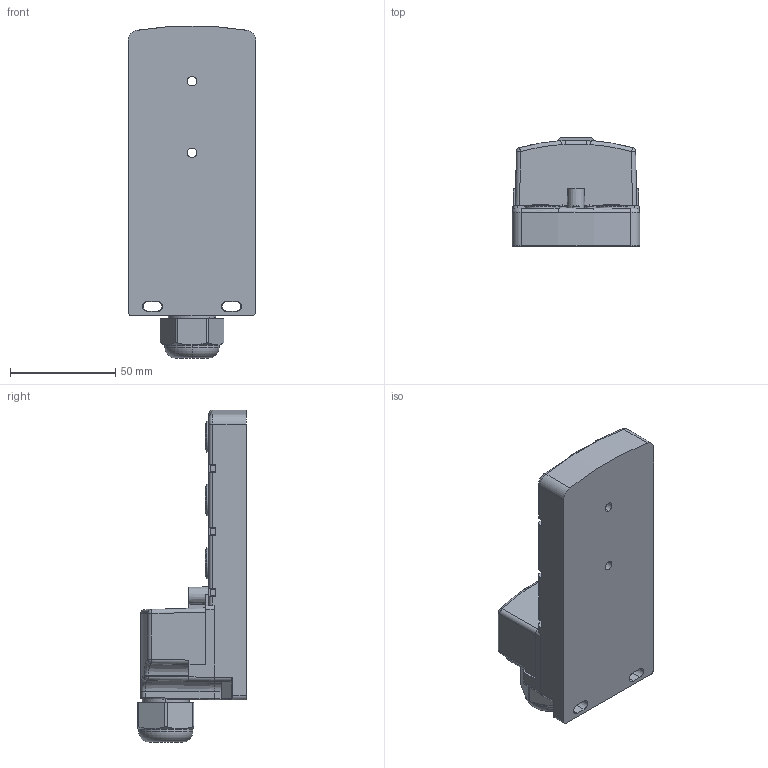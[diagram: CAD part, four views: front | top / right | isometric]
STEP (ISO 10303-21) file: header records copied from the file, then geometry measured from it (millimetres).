
FILE_DESCRIPTION(/* description */ (''),/* implementation_level */ '2;1');
FILE_NAME(/* name */ 'jb6m12-4p-j.step',/* time_stamp */ '2019-03-08T13:51:45+08:00',/* author */ (''),/* organization */ (''),/* preprocessor_version */ 'ST-DEVELOPER v15',/* originating_system */ 'SIEMENS PLM Software NX 9.0',/* authorisation */ '');
FILE_SCHEMA (('AUTOMOTIVE_DESIGN { 1 0 10303 214 3 1 1 1 }'));
Length unit declared in the file: millimetre
Products named in the file (1): jb6m12-4p-j
Bounding box: 60.5 x 51.7 x 157.75 mm (x, y, z)
Volume: 218982.2 mm3; surface area: 41250.4 mm2
Topology: 1 solids, 2 shells, 1364 faces, 3834 edges, 2520 vertices
Faces by surface type: plane 704, cylinder 455, cone 116, sphere 34, bspline 32, torus 23
Full cylindrical faces by diameter (mm): 2.6 x3, 8 x1
Entity records: 52497 total; most frequent: CARTESIAN_POINT 16769, ORIENTED_EDGE 7594, DIRECTION 7362, EDGE_CURVE 3797, AXIS2_PLACEMENT_3D 2543, VERTEX_POINT 2520, LINE 2276, VECTOR 2276
